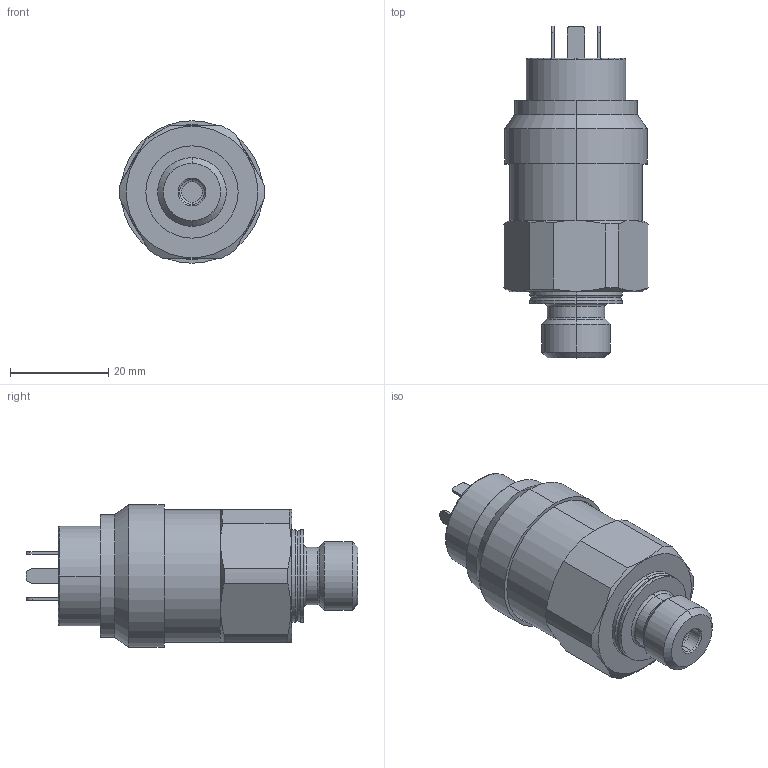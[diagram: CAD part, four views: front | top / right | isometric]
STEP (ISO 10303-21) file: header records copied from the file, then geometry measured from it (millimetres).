
FILE_DESCRIPTION (( 'STEP AP214' ), '1' );
FILE_NAME ('828X.XX.XX.31.01.STEP', '2017-07-03T13:49:38', ( 'upgadmin' ), ( 'Hewlett-Packard Company' ), 'SwSTEP 2.0', 'SolidWorks 2016', '' );
FILE_SCHEMA (( 'AUTOMOTIVE_DESIGN' ));
Length unit declared in the file: millimetre
Products named in the file (7): Mini-DIN; 31_C29372; Bördelmutter_C24031; 828X.XX.XX.31.01; Bördelmutter
Assembly tree (3 placements, depth 2):
  Mini-DIN
  828X.XX.XX.31.01
    31_C29372
    Bördelmutter_C24031
    Mini-DIN
  31_C29372
  Bördelmutter
Bounding box: 29.48 x 67.6 x 29 mm (x, y, z)
Volume: 27633.6 mm3; surface area: 9936.5 mm2
Topology: 3 solids, 3 shells, 209 faces, 482 edges, 300 vertices
Faces by surface type: plane 79, cylinder 53, cone 28, torus 26, bspline 23
Entity records: 7969 total; most frequent: CARTESIAN_POINT 2637, DIRECTION 974, ORIENTED_EDGE 964, EDGE_CURVE 482, AXIS2_PLACEMENT_3D 367, VERTEX_POINT 300, LINE 240, VECTOR 240
